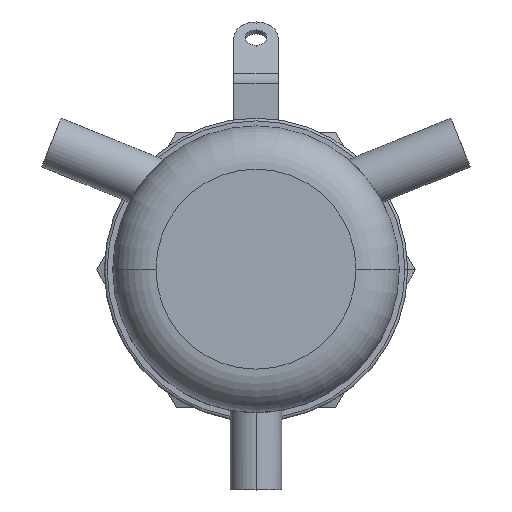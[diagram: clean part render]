
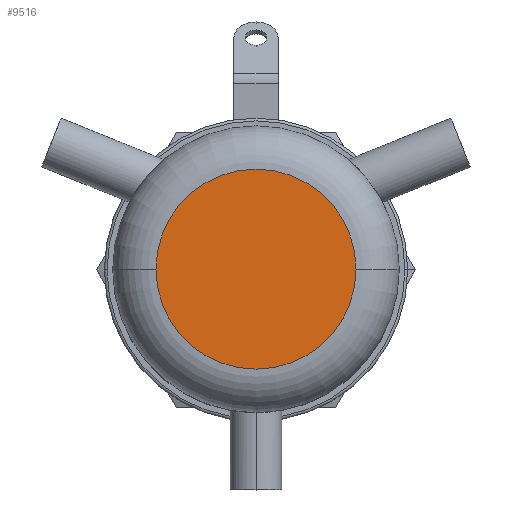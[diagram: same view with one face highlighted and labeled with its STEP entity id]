
A CAD part, top view. The second image highlights one B-rep face of the part: STEP entity #9516.
In plain terms, the highlighted planar face has unit normal (0, 0, 1).
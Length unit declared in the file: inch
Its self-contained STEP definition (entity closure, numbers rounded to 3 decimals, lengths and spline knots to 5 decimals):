
#3229 = CIRCLE ( 'NONE', #28411, 0.36269 ) ;
#3563 = DIRECTION ( 'NONE',  ( 0., 0., 1. ) ) ;
#5419 = CARTESIAN_POINT ( 'NONE',  ( 0., 0., 1.17 ) ) ;
#8545 = EDGE_CURVE ( 'NONE', #37646, #27411, #3229, .T. ) ;
#8710 = DIRECTION ( 'NONE',  ( -1., 0., 0. ) ) ;
#9516 = ADVANCED_FACE ( 'NONE', ( #33080 ), #11847, .T. ) ;
#11847 = PLANE ( 'NONE',  #29885 ) ;
#19376 = CARTESIAN_POINT ( 'NONE',  ( 0., 0., 1.17 ) ) ;
#21468 = AXIS2_PLACEMENT_3D ( 'NONE', #23163, #3563, #26473 ) ;
#22698 = DIRECTION ( 'NONE',  ( -1., 0., 0. ) ) ;
#23163 = CARTESIAN_POINT ( 'NONE',  ( 0., 0., 1.17 ) ) ;
#24063 = CIRCLE ( 'NONE', #21468, 0.36269 ) ;
#26473 = DIRECTION ( 'NONE',  ( -1., 0., 0. ) ) ;
#27411 = VERTEX_POINT ( 'NONE', #33612 ) ;
#28309 = DIRECTION ( 'NONE',  ( 0., 0., 1. ) ) ;
#28411 = AXIS2_PLACEMENT_3D ( 'NONE', #19376, #42344, #22698 ) ;
#29885 = AXIS2_PLACEMENT_3D ( 'NONE', #5419, #28309, #8710 ) ;
#30457 = ORIENTED_EDGE ( 'NONE', *, *, #38876, .T. ) ;
#32444 = CARTESIAN_POINT ( 'NONE',  ( -0.36269, 0., 1.17 ) ) ;
#33080 = FACE_OUTER_BOUND ( 'NONE', #40440, .T. ) ;
#33612 = CARTESIAN_POINT ( 'NONE',  ( 0.36269, 0., 1.17 ) ) ;
#37646 = VERTEX_POINT ( 'NONE', #32444 ) ;
#38876 = EDGE_CURVE ( 'NONE', #27411, #37646, #24063, .T. ) ;
#39686 = ORIENTED_EDGE ( 'NONE', *, *, #8545, .T. ) ;
#40440 = EDGE_LOOP ( 'NONE', ( #39686, #30457 ) ) ;
#42344 = DIRECTION ( 'NONE',  ( 0., 0., 1. ) ) ;
